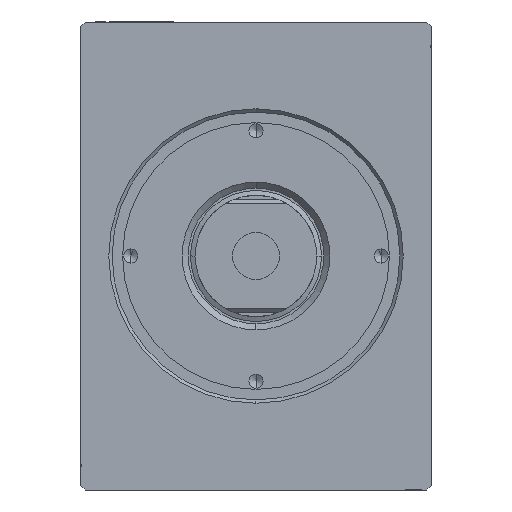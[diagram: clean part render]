
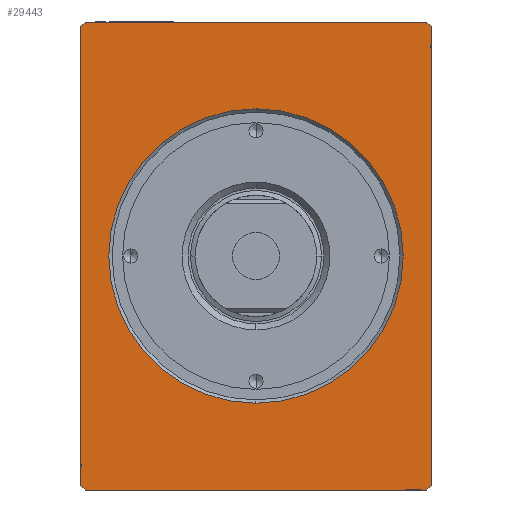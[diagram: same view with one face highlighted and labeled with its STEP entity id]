
A CAD part, left-side view. The second image highlights one B-rep face of the part: STEP entity #29443.
In plain terms, the highlighted planar face has unit normal (-1, 0, 0).
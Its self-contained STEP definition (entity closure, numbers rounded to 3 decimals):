
#1110 = LINE ( 'NONE', #25230, #38525 ) ;
#1151 = ORIENTED_EDGE ( 'NONE', *, *, #16061, .F. ) ;
#1153 = CARTESIAN_POINT ( 'NONE',  ( 0., -36.5, -50. ) ) ;
#1944 = VERTEX_POINT ( 'NONE', #32586 ) ;
#2890 = LINE ( 'NONE', #33483, #34267 ) ;
#3475 = AXIS2_PLACEMENT_3D ( 'NONE', #5948, #18320, #5063 ) ;
#4634 = EDGE_CURVE ( 'NONE', #38481, #32130, #20384, .T. ) ;
#5063 = DIRECTION ( 'NONE',  ( 0., 0., -1. ) ) ;
#5412 = DIRECTION ( 'NONE',  ( 0., 0.707, 0.707 ) ) ;
#5672 = CARTESIAN_POINT ( 'NONE',  ( 0., 37.5, -49. ) ) ;
#5948 = CARTESIAN_POINT ( 'NONE',  ( 0., 0., 0. ) ) ;
#5999 = CARTESIAN_POINT ( 'NONE',  ( 0., -37.5, 49. ) ) ;
#6601 = EDGE_CURVE ( 'NONE', #30770, #35110, #16843, .T. ) ;
#6661 = CARTESIAN_POINT ( 'NONE',  ( 0., 36.5, -50. ) ) ;
#7093 = ORIENTED_EDGE ( 'NONE', *, *, #19242, .T. ) ;
#7807 = CARTESIAN_POINT ( 'NONE',  ( 0., 0., -31.45 ) ) ;
#8047 = DIRECTION ( 'NONE',  ( 0., 0., 1. ) ) ;
#10500 = VERTEX_POINT ( 'NONE', #36134 ) ;
#10910 = CARTESIAN_POINT ( 'NONE',  ( 0., -36.5, -50. ) ) ;
#11508 = DIRECTION ( 'NONE',  ( 0., 0., -1. ) ) ;
#12145 = FACE_BOUND ( 'NONE', #23202, .T. ) ;
#13014 = AXIS2_PLACEMENT_3D ( 'NONE', #14700, #21171, #36067 ) ;
#13637 = DIRECTION ( 'NONE',  ( 0., -0.707, 0.707 ) ) ;
#14700 = CARTESIAN_POINT ( 'NONE',  ( 0., 0., 0. ) ) ;
#15532 = VECTOR ( 'NONE', #22873, 1000. ) ;
#16061 = EDGE_CURVE ( 'NONE', #32130, #30770, #28541, .T. ) ;
#16551 = ORIENTED_EDGE ( 'NONE', *, *, #6601, .F. ) ;
#16843 = LINE ( 'NONE', #34885, #23905 ) ;
#18127 = EDGE_CURVE ( 'NONE', #1944, #25748, #1110, .T. ) ;
#18192 = DIRECTION ( 'NONE',  ( 0., -0.707, -0.707 ) ) ;
#18320 = DIRECTION ( 'NONE',  ( 1., 0., 0. ) ) ;
#18956 = DIRECTION ( 'NONE',  ( 0., 0.707, -0.707 ) ) ;
#19242 = EDGE_CURVE ( 'NONE', #34252, #29616, #20389, .T. ) ;
#20331 = CARTESIAN_POINT ( 'NONE',  ( 0., 0., 0. ) ) ;
#20384 = LINE ( 'NONE', #5672, #26069 ) ;
#20389 = CIRCLE ( 'NONE', #3475, 31.45 ) ;
#20394 = ORIENTED_EDGE ( 'NONE', *, *, #26950, .F. ) ;
#21171 = DIRECTION ( 'NONE',  ( 1., 0., 0. ) ) ;
#22873 = DIRECTION ( 'NONE',  ( 0., 1., 0. ) ) ;
#23202 = EDGE_LOOP ( 'NONE', ( #7093, #35112 ) ) ;
#23549 = EDGE_CURVE ( 'NONE', #29616, #34252, #31708, .T. ) ;
#23905 = VECTOR ( 'NONE', #25287, 1000. ) ;
#24109 = PLANE ( 'NONE',  #13014 ) ;
#24509 = CARTESIAN_POINT ( 'NONE',  ( 0., -36.5, 50. ) ) ;
#24512 = EDGE_LOOP ( 'NONE', ( #1151, #38300, #20394, #34778, #38059, #34516, #27760, #16551 ) ) ;
#25032 = CARTESIAN_POINT ( 'NONE',  ( 0., 37.5, 49. ) ) ;
#25230 = CARTESIAN_POINT ( 'NONE',  ( 0., -37.5, -49. ) ) ;
#25287 = DIRECTION ( 'NONE',  ( 0., -1., 0. ) ) ;
#25748 = VERTEX_POINT ( 'NONE', #1153 ) ;
#25823 = LINE ( 'NONE', #10910, #15532 ) ;
#26069 = VECTOR ( 'NONE', #8047, 1000. ) ;
#26589 = LINE ( 'NONE', #32484, #29472 ) ;
#26950 = EDGE_CURVE ( 'NONE', #33095, #38481, #26589, .T. ) ;
#27760 = ORIENTED_EDGE ( 'NONE', *, *, #36201, .F. ) ;
#27934 = AXIS2_PLACEMENT_3D ( 'NONE', #20331, #32299, #11508 ) ;
#28541 = LINE ( 'NONE', #25032, #33788 ) ;
#29443 = ADVANCED_FACE ( 'NONE', ( #12145, #29621 ), #24109, .F. ) ;
#29472 = VECTOR ( 'NONE', #5412, 1000. ) ;
#29616 = VERTEX_POINT ( 'NONE', #7807 ) ;
#29621 = FACE_OUTER_BOUND ( 'NONE', #24512, .T. ) ;
#30328 = DIRECTION ( 'NONE',  ( 0., 0., -1. ) ) ;
#30770 = VERTEX_POINT ( 'NONE', #37783 ) ;
#31602 = EDGE_CURVE ( 'NONE', #25748, #33095, #25823, .T. ) ;
#31708 = CIRCLE ( 'NONE', #27934, 31.45 ) ;
#32130 = VERTEX_POINT ( 'NONE', #37065 ) ;
#32299 = DIRECTION ( 'NONE',  ( 1., 0., 0. ) ) ;
#32484 = CARTESIAN_POINT ( 'NONE',  ( 0., 36.5, -50. ) ) ;
#32586 = CARTESIAN_POINT ( 'NONE',  ( 0., -37.5, -49. ) ) ;
#32711 = CARTESIAN_POINT ( 'NONE',  ( 0., 37.5, -49. ) ) ;
#32880 = LINE ( 'NONE', #5999, #38041 ) ;
#33095 = VERTEX_POINT ( 'NONE', #6661 ) ;
#33483 = CARTESIAN_POINT ( 'NONE',  ( 0., -36.5, 50. ) ) ;
#33788 = VECTOR ( 'NONE', #13637, 1000. ) ;
#34252 = VERTEX_POINT ( 'NONE', #35642 ) ;
#34267 = VECTOR ( 'NONE', #18192, 1000. ) ;
#34516 = ORIENTED_EDGE ( 'NONE', *, *, #36965, .F. ) ;
#34778 = ORIENTED_EDGE ( 'NONE', *, *, #31602, .F. ) ;
#34885 = CARTESIAN_POINT ( 'NONE',  ( 0., 36.5, 50. ) ) ;
#35110 = VERTEX_POINT ( 'NONE', #24509 ) ;
#35112 = ORIENTED_EDGE ( 'NONE', *, *, #23549, .T. ) ;
#35642 = CARTESIAN_POINT ( 'NONE',  ( 0., 0., 31.45 ) ) ;
#36067 = DIRECTION ( 'NONE',  ( 0., 0., -1. ) ) ;
#36134 = CARTESIAN_POINT ( 'NONE',  ( 0., -37.5, 49. ) ) ;
#36201 = EDGE_CURVE ( 'NONE', #35110, #10500, #2890, .T. ) ;
#36965 = EDGE_CURVE ( 'NONE', #10500, #1944, #32880, .T. ) ;
#37065 = CARTESIAN_POINT ( 'NONE',  ( 0., 37.5, 49. ) ) ;
#37783 = CARTESIAN_POINT ( 'NONE',  ( 0., 36.5, 50. ) ) ;
#38041 = VECTOR ( 'NONE', #30328, 1000. ) ;
#38059 = ORIENTED_EDGE ( 'NONE', *, *, #18127, .F. ) ;
#38300 = ORIENTED_EDGE ( 'NONE', *, *, #4634, .F. ) ;
#38481 = VERTEX_POINT ( 'NONE', #32711 ) ;
#38525 = VECTOR ( 'NONE', #18956, 1000. ) ;
